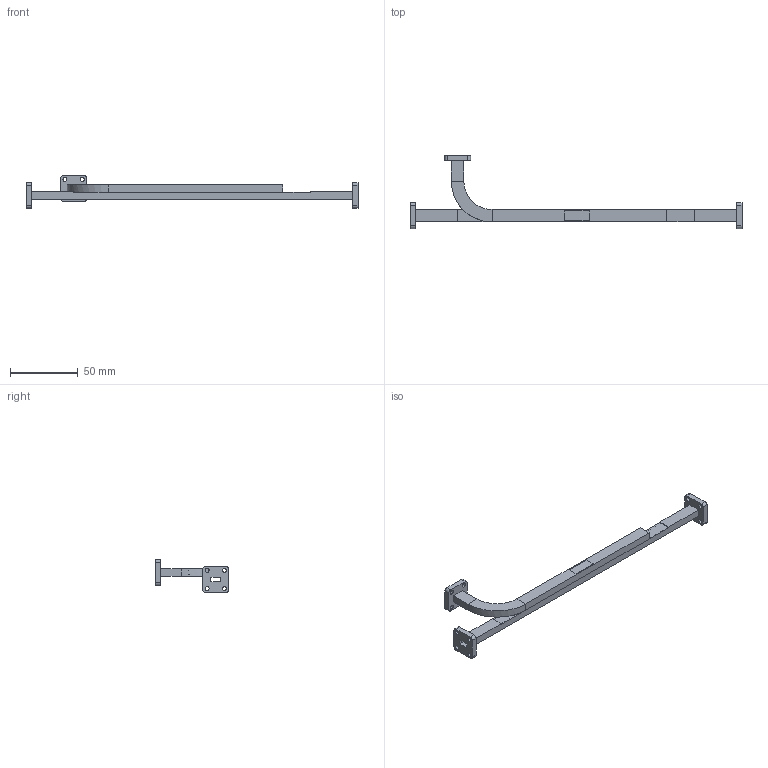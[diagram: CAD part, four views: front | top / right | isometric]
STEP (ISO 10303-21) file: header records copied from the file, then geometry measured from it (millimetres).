
FILE_DESCRIPTION (( 'STEP AP203' ), '1' );
FILE_NAME ('PE-W28CP002-10_3D.step', '2021-03-29T20:13:10', ( '' ), ( '' ), 'SwSTEP 2.0', 'SolidWorks 2020', '' );
FILE_SCHEMA (( 'CONFIG_CONTROL_DESIGN' ));
Length unit declared in the file: inch
Products named in the file (1): PE-W28CP002-10_3D
Bounding box: 244.35 x 53.98 x 24.13 mm (x, y, z)
Volume: 13742.9 mm3; surface area: 21932.7 mm2
Topology: 1 solids, 1 shells, 85 faces, 223 edges, 145 vertices
Faces by surface type: plane 57, cylinder 28
Full cylindrical faces by diameter (mm): 2.946 x12
Entity records: 2605 total; most frequent: DIRECTION 432, CARTESIAN_POINT 426, ORIENTED_EDGE 406, EDGE_CURVE 203, VECTOR 146, LINE 146, AXIS2_PLACEMENT_3D 143, VERTEX_POINT 137
